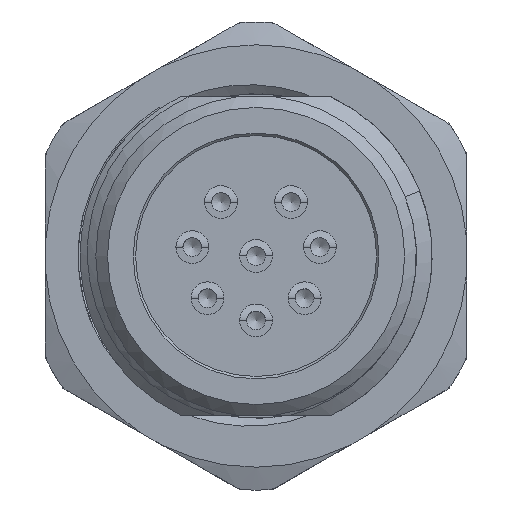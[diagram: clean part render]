
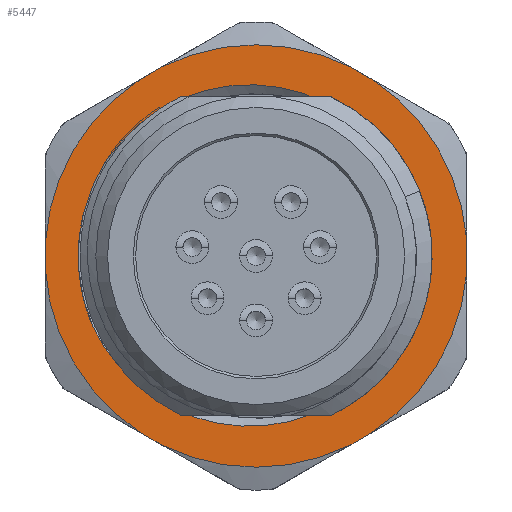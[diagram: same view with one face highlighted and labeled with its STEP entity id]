
A CAD part, left-side view. The second image highlights one B-rep face of the part: STEP entity #5447.
In plain terms, the highlighted planar face has unit normal (-1, 0, 0).
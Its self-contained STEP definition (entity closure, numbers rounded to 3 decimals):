
#253=B_SPLINE_CURVE_WITH_KNOTS('',3,(#19222,#19223,#19224,#19225,#19226,
#19227,#19228),.UNSPECIFIED.,.F.,.F.,(4,1,1,1,4),(0.,
0.004,0.009,0.013,0.017),
 .UNSPECIFIED.);
#254=B_SPLINE_CURVE_WITH_KNOTS('',3,(#19232,#19233,#19234,#19235,#19236,
#19237,#19238),.UNSPECIFIED.,.F.,.F.,(4,1,1,1,4),(0.,
0.004,0.009,0.013,0.017),
 .UNSPECIFIED.);
#514=LINE('',#19239,#741);
#515=LINE('',#19244,#742);
#516=LINE('',#19248,#743);
#517=LINE('',#19252,#744);
#518=LINE('',#19256,#745);
#519=LINE('',#19260,#746);
#741=VECTOR('',#7550,1000.);
#742=VECTOR('',#7553,1000.);
#743=VECTOR('',#7556,1000.);
#744=VECTOR('',#7559,1000.);
#745=VECTOR('',#7562,1000.);
#746=VECTOR('',#7565,1000.);
#961=PLANE('',#6141);
#2159=ORIENTED_EDGE('',*,*,#2988,.F.);
#2160=ORIENTED_EDGE('',*,*,#2989,.T.);
#2161=ORIENTED_EDGE('',*,*,#2990,.T.);
#2162=ORIENTED_EDGE('',*,*,#2991,.T.);
#2163=ORIENTED_EDGE('',*,*,#2992,.F.);
#2164=ORIENTED_EDGE('',*,*,#2993,.T.);
#2165=ORIENTED_EDGE('',*,*,#2994,.F.);
#2166=ORIENTED_EDGE('',*,*,#2995,.T.);
#2167=ORIENTED_EDGE('',*,*,#2996,.F.);
#2168=ORIENTED_EDGE('',*,*,#2997,.T.);
#2169=ORIENTED_EDGE('',*,*,#2998,.F.);
#2170=ORIENTED_EDGE('',*,*,#2999,.T.);
#2171=ORIENTED_EDGE('',*,*,#3000,.F.);
#2172=ORIENTED_EDGE('',*,*,#3001,.T.);
#2173=ORIENTED_EDGE('',*,*,#3002,.F.);
#2174=ORIENTED_EDGE('',*,*,#3003,.T.);
#2988=EDGE_CURVE('',#3556,#3557,#3898,.T.);
#2989=EDGE_CURVE('',#3556,#3558,#253,.T.);
#2990=EDGE_CURVE('',#3558,#3559,#3899,.F.);
#2991=EDGE_CURVE('',#3559,#3557,#254,.T.);
#2992=EDGE_CURVE('',#3560,#3561,#514,.T.);
#2993=EDGE_CURVE('',#3560,#3562,#3900,.F.);
#2994=EDGE_CURVE('',#3563,#3562,#515,.T.);
#2995=EDGE_CURVE('',#3563,#3564,#3901,.F.);
#2996=EDGE_CURVE('',#3565,#3564,#516,.T.);
#2997=EDGE_CURVE('',#3565,#3566,#3902,.F.);
#2998=EDGE_CURVE('',#3567,#3566,#517,.T.);
#2999=EDGE_CURVE('',#3567,#3568,#3903,.F.);
#3000=EDGE_CURVE('',#3569,#3568,#518,.T.);
#3001=EDGE_CURVE('',#3569,#3570,#3904,.F.);
#3002=EDGE_CURVE('',#3571,#3570,#519,.T.);
#3003=EDGE_CURVE('',#3571,#3561,#3905,.F.);
#3556=VERTEX_POINT('',#19220);
#3557=VERTEX_POINT('',#19221);
#3558=VERTEX_POINT('',#19229);
#3559=VERTEX_POINT('',#19231);
#3560=VERTEX_POINT('',#19240);
#3561=VERTEX_POINT('',#19241);
#3562=VERTEX_POINT('',#19243);
#3563=VERTEX_POINT('',#19245);
#3564=VERTEX_POINT('',#19247);
#3565=VERTEX_POINT('',#19249);
#3566=VERTEX_POINT('',#19251);
#3567=VERTEX_POINT('',#19253);
#3568=VERTEX_POINT('',#19255);
#3569=VERTEX_POINT('',#19257);
#3570=VERTEX_POINT('',#19259);
#3571=VERTEX_POINT('',#19261);
#3898=CIRCLE('',#6142,7.6);
#3899=CIRCLE('',#6143,6.93);
#3900=CIRCLE('',#6144,9.024);
#3901=CIRCLE('',#6145,9.024);
#3902=CIRCLE('',#6146,9.024);
#3903=CIRCLE('',#6147,9.024);
#3904=CIRCLE('',#6148,9.024);
#3905=CIRCLE('',#6149,9.024);
#4423=EDGE_LOOP('',(#2159,#2160,#2161,#2162));
#4424=EDGE_LOOP('',(#2163,#2164,#2165,#2166,#2167,#2168,#2169,#2170,#2171,
#2172,#2173,#2174));
#4968=FACE_BOUND('',#4423,.T.);
#4969=FACE_BOUND('',#4424,.T.);
#5447=ADVANCED_FACE('',(#4968,#4969),#961,.F.);
#6141=AXIS2_PLACEMENT_3D('',#19218,#7544,#7545);
#6142=AXIS2_PLACEMENT_3D('',#19219,#7546,#7547);
#6143=AXIS2_PLACEMENT_3D('',#19230,#7548,#7549);
#6144=AXIS2_PLACEMENT_3D('',#19242,#7551,#7552);
#6145=AXIS2_PLACEMENT_3D('',#19246,#7554,#7555);
#6146=AXIS2_PLACEMENT_3D('',#19250,#7557,#7558);
#6147=AXIS2_PLACEMENT_3D('',#19254,#7560,#7561);
#6148=AXIS2_PLACEMENT_3D('',#19258,#7563,#7564);
#6149=AXIS2_PLACEMENT_3D('',#19262,#7566,#7567);
#7544=DIRECTION('',(1.,0.,0.));
#7545=DIRECTION('',(0.,0.,-1.));
#7546=DIRECTION('',(-1.,0.,0.));
#7547=DIRECTION('',(0.,1.,0.));
#7548=DIRECTION('',(-1.,0.,0.));
#7549=DIRECTION('',(0.,0.,1.));
#7550=DIRECTION('',(0.,1.,0.));
#7551=DIRECTION('',(1.,0.,0.));
#7552=DIRECTION('',(0.,0.,-1.));
#7553=DIRECTION('',(0.,0.498,-0.867));
#7554=DIRECTION('',(1.,0.,0.));
#7555=DIRECTION('',(0.,0.,-1.));
#7556=DIRECTION('',(0.,-0.498,-0.867));
#7557=DIRECTION('',(1.,0.,0.));
#7558=DIRECTION('',(0.,0.,-1.));
#7559=DIRECTION('',(0.,-1.,0.));
#7560=DIRECTION('',(1.,0.,0.));
#7561=DIRECTION('',(0.,0.,-1.));
#7562=DIRECTION('',(0.,-0.497,0.868));
#7563=DIRECTION('',(1.,0.,0.));
#7564=DIRECTION('',(0.,0.,-1.));
#7565=DIRECTION('',(0.,0.497,0.868));
#7566=DIRECTION('',(1.,0.,0.));
#7567=DIRECTION('',(0.,0.,-1.));
#19218=CARTESIAN_POINT('',(-1.5,0.,0.));
#19219=CARTESIAN_POINT('',(-1.5,0.,0.));
#19220=CARTESIAN_POINT('',(-1.5,-4.081,6.411));
#19221=CARTESIAN_POINT('',(-1.5,3.02,6.974));
#19222=CARTESIAN_POINT('',(-1.5,-4.081,6.411));
#19223=CARTESIAN_POINT('',(-1.5,-5.265,5.593));
#19224=CARTESIAN_POINT('',(-1.5,-7.132,3.294));
#19225=CARTESIAN_POINT('',(-1.5,-7.622,-1.136));
#19226=CARTESIAN_POINT('',(-1.5,-5.55,-5.108));
#19227=CARTESIAN_POINT('',(-1.5,-2.928,-6.508));
#19228=CARTESIAN_POINT('',(-1.5,-1.511,-6.763));
#19229=CARTESIAN_POINT('',(-1.5,-1.511,-6.763));
#19230=CARTESIAN_POINT('',(-1.5,0.,0.));
#19231=CARTESIAN_POINT('',(-1.5,2.558,-6.441));
#19232=CARTESIAN_POINT('',(-1.5,2.558,-6.441));
#19233=CARTESIAN_POINT('',(-1.5,3.917,-5.964));
#19234=CARTESIAN_POINT('',(-1.5,6.29,-4.163));
#19235=CARTESIAN_POINT('',(-1.5,7.705,0.074));
#19236=CARTESIAN_POINT('',(-1.5,6.523,4.38));
#19237=CARTESIAN_POINT('',(-1.5,4.318,6.354));
#19238=CARTESIAN_POINT('',(-1.5,3.02,6.974));
#19239=CARTESIAN_POINT('',(-1.5,-4.376,-8.992));
#19240=CARTESIAN_POINT('',(-1.5,-0.764,-8.992));
#19241=CARTESIAN_POINT('',(-1.5,0.764,-8.992));
#19242=CARTESIAN_POINT('',(-1.5,0.,0.));
#19243=CARTESIAN_POINT('',(-1.5,-7.542,-4.955));
#19244=CARTESIAN_POINT('',(-1.5,-9.974,-0.725));
#19245=CARTESIAN_POINT('',(-1.5,-8.078,-4.024));
#19246=CARTESIAN_POINT('',(-1.5,0.,0.));
#19247=CARTESIAN_POINT('',(-1.5,-8.078,4.024));
#19248=CARTESIAN_POINT('',(-1.5,-5.646,8.254));
#19249=CARTESIAN_POINT('',(-1.5,-7.542,4.955));
#19250=CARTESIAN_POINT('',(-1.5,0.,0.));
#19251=CARTESIAN_POINT('',(-1.5,-0.537,9.008));
#19252=CARTESIAN_POINT('',(-1.5,4.342,9.008));
#19253=CARTESIAN_POINT('',(-1.5,0.537,9.008));
#19254=CARTESIAN_POINT('',(-1.5,0.,0.));
#19255=CARTESIAN_POINT('',(-1.5,7.551,4.941));
#19256=CARTESIAN_POINT('',(-1.5,9.975,0.706));
#19257=CARTESIAN_POINT('',(-1.5,8.085,4.008));
#19258=CARTESIAN_POINT('',(-1.5,0.,0.));
#19259=CARTESIAN_POINT('',(-1.5,8.085,-4.008));
#19260=CARTESIAN_POINT('',(-1.5,5.661,-8.243));
#19261=CARTESIAN_POINT('',(-1.5,7.551,-4.941));
#19262=CARTESIAN_POINT('',(-1.5,0.,0.));
